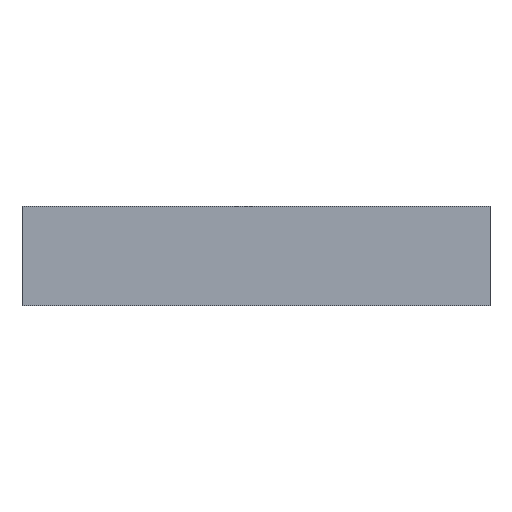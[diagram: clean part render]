
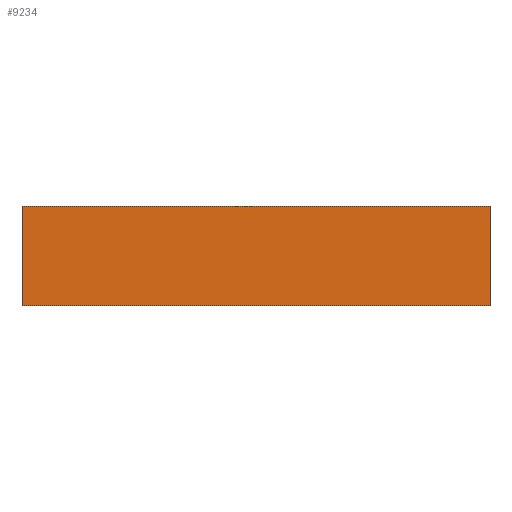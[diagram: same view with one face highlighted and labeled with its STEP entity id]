
A CAD part, front view. The second image highlights one B-rep face of the part: STEP entity #9234.
In plain terms, the highlighted planar face has unit normal (0, -1, 0).
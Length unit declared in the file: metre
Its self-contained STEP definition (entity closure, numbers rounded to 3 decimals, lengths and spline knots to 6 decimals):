
#669=LINE('',#13162,#1545);
#686=LINE('',#13194,#1562);
#697=LINE('',#13225,#1573);
#698=LINE('',#13227,#1574);
#1545=VECTOR('',#10603,1.);
#1562=VECTOR('',#10630,1.);
#1573=VECTOR('',#10669,1.);
#1574=VECTOR('',#10672,1.);
#2819=ORIENTED_EDGE('',*,*,#5479,.F.);
#2820=ORIENTED_EDGE('',*,*,#5512,.T.);
#2821=ORIENTED_EDGE('',*,*,#5500,.F.);
#2822=ORIENTED_EDGE('',*,*,#5511,.F.);
#5479=EDGE_CURVE('',#6865,#6867,#669,.T.);
#5500=EDGE_CURVE('',#6876,#6877,#686,.T.);
#5511=EDGE_CURVE('',#6867,#6876,#697,.T.);
#5512=EDGE_CURVE('',#6865,#6877,#698,.T.);
#6865=VERTEX_POINT('',#13160);
#6867=VERTEX_POINT('',#13163);
#6876=VERTEX_POINT('',#13193);
#6877=VERTEX_POINT('',#13195);
#7884=EDGE_LOOP('',(#2819,#2820,#2821,#2822));
#8454=FACE_BOUND('',#7884,.T.);
#8982=PLANE('',#9830);
#9234=ADVANCED_FACE('',(#8454),#8982,.T.);
#9830=AXIS2_PLACEMENT_3D('',#13226,#10670,#10671);
#10603=DIRECTION('',(-1.,0.,0.));
#10630=DIRECTION('',(1.,0.,0.));
#10669=DIRECTION('',(0.,0.,1.));
#10670=DIRECTION('',(0.,-1.,0.));
#10671=DIRECTION('',(1.,0.,0.));
#10672=DIRECTION('',(0.,0.,1.));
#13160=CARTESIAN_POINT('',(0.035115,-0.052631,-0.015745));
#13162=CARTESIAN_POINT('',(0.,-0.052631,-0.015745));
#13163=CARTESIAN_POINT('',(-0.035115,-0.052631,-0.015745));
#13193=CARTESIAN_POINT('',(-0.035115,-0.052631,-0.000755));
#13194=CARTESIAN_POINT('',(0.,-0.052631,-0.000755));
#13195=CARTESIAN_POINT('',(0.035115,-0.052631,-0.000755));
#13225=CARTESIAN_POINT('',(-0.035115,-0.052631,-0.261073));
#13226=CARTESIAN_POINT('',(0.,-0.052631,-0.261073));
#13227=CARTESIAN_POINT('',(0.035115,-0.052631,-0.261073));
